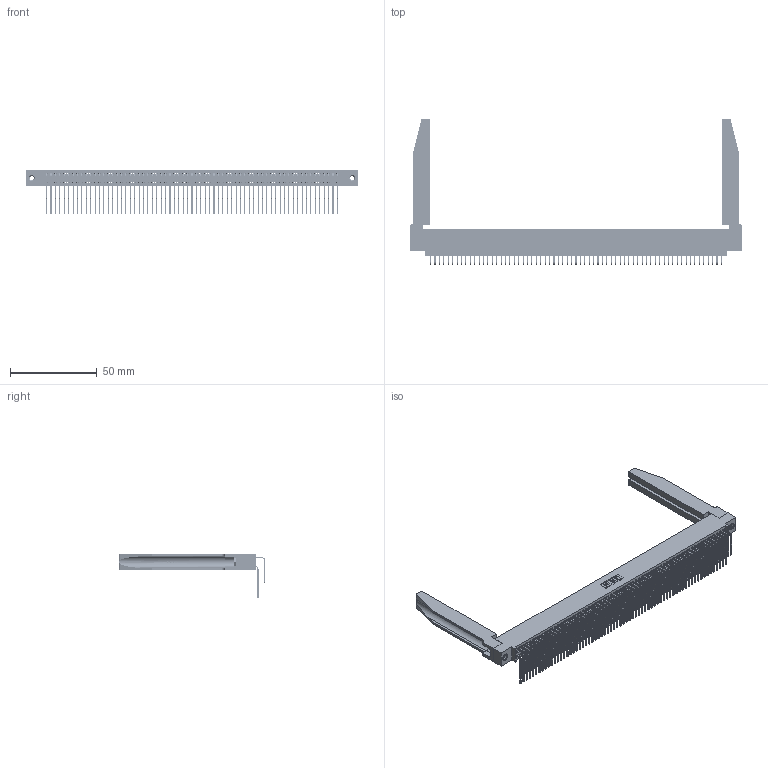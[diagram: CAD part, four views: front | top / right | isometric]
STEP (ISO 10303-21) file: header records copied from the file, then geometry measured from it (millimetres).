
FILE_DESCRIPTION (( 'STEP AP203' ), '1' );
FILE_NAME ('395-134-559-578.STEP', '2019-10-29T14:11:36', ( '' ), ( '' ), 'SwSTEP 2.0', 'SolidWorks 2016', '' );
FILE_SCHEMA (( 'CONFIG_CONTROL_DESIGN' ));
Length unit declared in the file: inch
Products named in the file (6): 395-134-559-578; 345 Part_0.110 Offset - 0.156 Dia-TH; 345-292-001_558 559 Tail - 1; 345-292-001_559 Tail - 2; 345-250-001_345-250-001-102; 345-220-078_345-220-078
Assembly tree (139 placements, depth 2):
  395-134-559-578
    345 Part_0.110 Offset - 0.156 Dia-TH
    345-292-001_558 559 Tail - 1  x67
    345-292-001_559 Tail - 2  x67
    345-250-001_345-250-001-102  x2
    345-220-078_345-220-078  x2
Bounding box: 191.41 x 84.32 x 25.53 mm (x, y, z)
Volume: 27296.3 mm3; surface area: 39913 mm2
Topology: 139 solids, 139 shells, 7332 faces, 21731 edges, 14298 vertices
Faces by surface type: plane 4916, cylinder 2364, bspline 36, cone 12, torus 4
Entity records: 55728 total; most frequent: CARTESIAN_POINT 10282, ORIENTED_EDGE 9062, DIRECTION 8001, EDGE_CURVE 4531, LINE 3997, VECTOR 3997, VERTEX_POINT 3012, AXIS2_PLACEMENT_3D 2002
